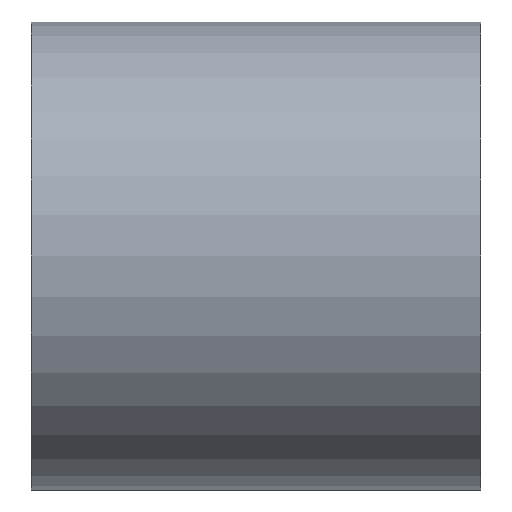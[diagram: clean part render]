
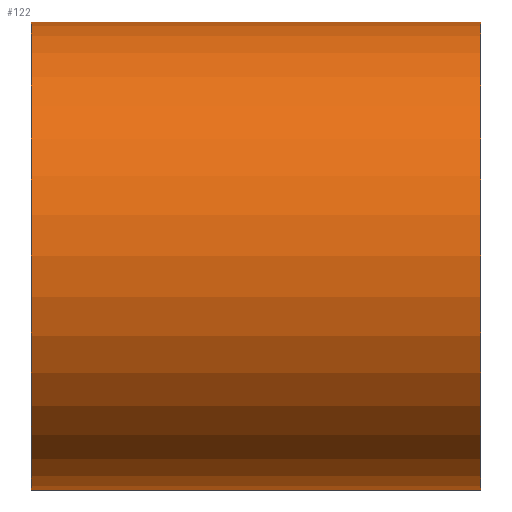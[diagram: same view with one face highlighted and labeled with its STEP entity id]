
A CAD part, front view. The second image highlights one B-rep face of the part: STEP entity #122.
In plain terms, the highlighted cylindrical face has radius 25 mm (diameter 50 mm), a partial arc.
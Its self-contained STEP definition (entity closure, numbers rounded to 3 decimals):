
#1 = DIRECTION ( 'NONE',  ( -1., 0., 0. ) ) ;
#13 = CARTESIAN_POINT ( 'NONE',  ( -46.222, 0., -25. ) ) ;
#18 = DIRECTION ( 'NONE',  ( 0., 0., 1. ) ) ;
#20 = AXIS2_PLACEMENT_3D ( 'NONE', #56, #163, #18 ) ;
#26 = CARTESIAN_POINT ( 'NONE',  ( 41.983, 0., 25. ) ) ;
#29 = VECTOR ( 'NONE', #176, 1000. ) ;
#38 = EDGE_LOOP ( 'NONE', ( #57, #221, #210, #233 ) ) ;
#42 = AXIS2_PLACEMENT_3D ( 'NONE', #306, #228, #230 ) ;
#47 = LINE ( 'NONE', #76, #95 ) ;
#56 = CARTESIAN_POINT ( 'NONE',  ( -6.017, 0., 0. ) ) ;
#57 = ORIENTED_EDGE ( 'NONE', *, *, #189, .F. ) ;
#59 = EDGE_CURVE ( 'NONE', #60, #258, #47, .T. ) ;
#60 = VERTEX_POINT ( 'NONE', #26 ) ;
#76 = CARTESIAN_POINT ( 'NONE',  ( -46.222, 0., 25. ) ) ;
#82 = CIRCLE ( 'NONE', #42, 25. ) ;
#87 = CARTESIAN_POINT ( 'NONE',  ( 41.983, 0., -25. ) ) ;
#95 = VECTOR ( 'NONE', #1, 1000. ) ;
#107 = CARTESIAN_POINT ( 'NONE',  ( -46.222, 0., 0. ) ) ;
#110 = CARTESIAN_POINT ( 'NONE',  ( -6.017, 0., -25. ) ) ;
#122 = ADVANCED_FACE ( 'NONE', ( #174 ), #177, .T. ) ;
#127 = EDGE_CURVE ( 'NONE', #234, #60, #82, .T. ) ;
#136 = DIRECTION ( 'NONE',  ( 0., 0., 1. ) ) ;
#163 = DIRECTION ( 'NONE',  ( -1., 0., 0. ) ) ;
#174 = FACE_OUTER_BOUND ( 'NONE', #38, .T. ) ;
#176 = DIRECTION ( 'NONE',  ( -1., 0., 0. ) ) ;
#177 = CYLINDRICAL_SURFACE ( 'NONE', #186, 25. ) ;
#181 = LINE ( 'NONE', #13, #29 ) ;
#186 = AXIS2_PLACEMENT_3D ( 'NONE', #107, #279, #136 ) ;
#189 = EDGE_CURVE ( 'NONE', #234, #206, #181, .T. ) ;
#206 = VERTEX_POINT ( 'NONE', #110 ) ;
#210 = ORIENTED_EDGE ( 'NONE', *, *, #59, .T. ) ;
#221 = ORIENTED_EDGE ( 'NONE', *, *, #127, .T. ) ;
#228 = DIRECTION ( 'NONE',  ( -1., 0., 0. ) ) ;
#230 = DIRECTION ( 'NONE',  ( 0., 0., 1. ) ) ;
#233 = ORIENTED_EDGE ( 'NONE', *, *, #289, .F. ) ;
#234 = VERTEX_POINT ( 'NONE', #87 ) ;
#249 = CARTESIAN_POINT ( 'NONE',  ( -6.017, 0., 25. ) ) ;
#258 = VERTEX_POINT ( 'NONE', #249 ) ;
#279 = DIRECTION ( 'NONE',  ( -1., 0., 0. ) ) ;
#289 = EDGE_CURVE ( 'NONE', #206, #258, #305, .T. ) ;
#305 = CIRCLE ( 'NONE', #20, 25. ) ;
#306 = CARTESIAN_POINT ( 'NONE',  ( 41.983, 0., 0. ) ) ;
